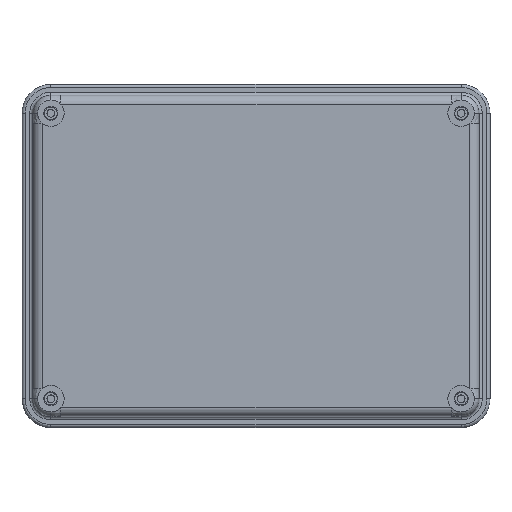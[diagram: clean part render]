
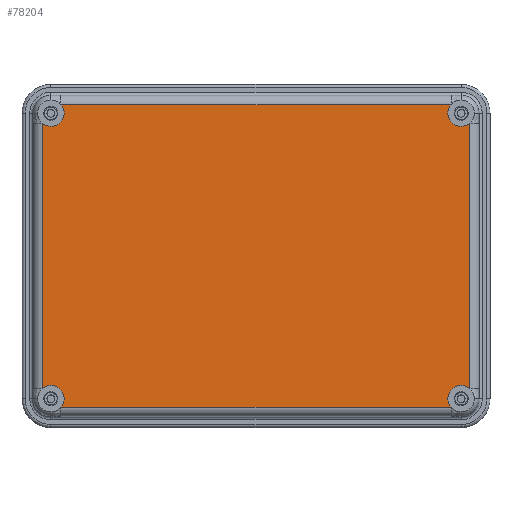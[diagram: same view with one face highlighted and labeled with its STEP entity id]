
A CAD part, top view. The second image highlights one B-rep face of the part: STEP entity #78204.
In plain terms, the highlighted planar face has unit normal (0, 0, 1).
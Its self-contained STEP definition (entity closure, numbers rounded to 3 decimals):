
#654 = EDGE_CURVE ( 'NONE', #54363, #50631, #46267, .T. ) ;
#1139 = DIRECTION ( 'NONE',  ( 0., 0., 1. ) ) ;
#2250 = CARTESIAN_POINT ( 'NONE',  ( 68.5, -45.75, 86.5 ) ) ;
#2675 = CARTESIAN_POINT ( 'NONE',  ( -65.75, -48.5, 86.5 ) ) ;
#4882 = DIRECTION ( 'NONE',  ( 0., 0., 1. ) ) ;
#7542 = CARTESIAN_POINT ( 'NONE',  ( -65.75, 45.75, 86.5 ) ) ;
#8021 = DIRECTION ( 'NONE',  ( 0., -1., 0. ) ) ;
#8100 = VERTEX_POINT ( 'NONE', #59190 ) ;
#8570 = DIRECTION ( 'NONE',  ( 0., 0., 1. ) ) ;
#8685 = EDGE_LOOP ( 'NONE', ( #34155, #33247, #76029, #10207, #53656, #9347, #12104, #18572, #74358, #9233, #17814, #11029 ) ) ;
#9006 = EDGE_CURVE ( 'NONE', #76627, #38885, #76375, .T. ) ;
#9233 = ORIENTED_EDGE ( 'NONE', *, *, #78295, .F. ) ;
#9343 = VECTOR ( 'NONE', #75056, 1000. ) ;
#9347 = ORIENTED_EDGE ( 'NONE', *, *, #49096, .F. ) ;
#10088 = AXIS2_PLACEMENT_3D ( 'NONE', #46517, #14380, #20559 ) ;
#10159 = AXIS2_PLACEMENT_3D ( 'NONE', #52347, #52612, #77476 ) ;
#10207 = ORIENTED_EDGE ( 'NONE', *, *, #9006, .F. ) ;
#10760 = DIRECTION ( 'NONE',  ( 0., 0., -1. ) ) ;
#11029 = ORIENTED_EDGE ( 'NONE', *, *, #76348, .F. ) ;
#11279 = CIRCLE ( 'NONE', #17885, 4.25 ) ;
#11820 = EDGE_CURVE ( 'NONE', #55917, #77510, #26498, .T. ) ;
#12104 = ORIENTED_EDGE ( 'NONE', *, *, #11820, .F. ) ;
#12965 = CARTESIAN_POINT ( 'NONE',  ( -62.51, 48.5, 86.5 ) ) ;
#13005 = CIRCLE ( 'NONE', #63778, 4.25 ) ;
#14380 = DIRECTION ( 'NONE',  ( 0., 0., 1. ) ) ;
#15441 = CIRCLE ( 'NONE', #10159, 4.25 ) ;
#16799 = VERTEX_POINT ( 'NONE', #39129 ) ;
#17804 = CARTESIAN_POINT ( 'NONE',  ( 65.75, -41.5, 86.5 ) ) ;
#17814 = ORIENTED_EDGE ( 'NONE', *, *, #22193, .F. ) ;
#17885 = AXIS2_PLACEMENT_3D ( 'NONE', #68399, #24297, #69508 ) ;
#18572 = ORIENTED_EDGE ( 'NONE', *, *, #50473, .F. ) ;
#19534 = CIRCLE ( 'NONE', #76958, 4.25 ) ;
#20559 = DIRECTION ( 'NONE',  ( 0., -1., 0. ) ) ;
#22193 = EDGE_CURVE ( 'NONE', #66955, #36965, #73919, .T. ) ;
#24297 = DIRECTION ( 'NONE',  ( 0., 0., 1. ) ) ;
#25534 = CARTESIAN_POINT ( 'NONE',  ( -62.51, -48.5, 86.5 ) ) ;
#26298 = VERTEX_POINT ( 'NONE', #17804 ) ;
#26498 = LINE ( 'NONE', #2250, #77430 ) ;
#27462 = DIRECTION ( 'NONE',  ( 0., -1., 0. ) ) ;
#28450 = CARTESIAN_POINT ( 'NONE',  ( -65.75, -41.5, 86.5 ) ) ;
#30145 = DIRECTION ( 'NONE',  ( 0., -1., 0. ) ) ;
#30431 = CARTESIAN_POINT ( 'NONE',  ( -65.75, -45.75, 86.5 ) ) ;
#30509 = CARTESIAN_POINT ( 'NONE',  ( 62.51, -48.5, 86.5 ) ) ;
#30765 = EDGE_CURVE ( 'NONE', #8100, #16799, #68352, .T. ) ;
#31525 = DIRECTION ( 'NONE',  ( 1., 0., 0. ) ) ;
#33030 = DIRECTION ( 'NONE',  ( 0., -1., 0. ) ) ;
#33247 = ORIENTED_EDGE ( 'NONE', *, *, #82765, .F. ) ;
#33305 = VECTOR ( 'NONE', #36096, 1000. ) ;
#34100 = CARTESIAN_POINT ( 'NONE',  ( -68.5, -42.51, 86.5 ) ) ;
#34155 = ORIENTED_EDGE ( 'NONE', *, *, #654, .F. ) ;
#35847 = LINE ( 'NONE', #37636, #80734 ) ;
#36096 = DIRECTION ( 'NONE',  ( 0., 1., 0. ) ) ;
#36965 = VERTEX_POINT ( 'NONE', #12965 ) ;
#37636 = CARTESIAN_POINT ( 'NONE',  ( -65.75, 48.5, 86.5 ) ) ;
#38885 = VERTEX_POINT ( 'NONE', #25534 ) ;
#39129 = CARTESIAN_POINT ( 'NONE',  ( 65.75, 41.5, 86.5 ) ) ;
#40461 = EDGE_CURVE ( 'NONE', #26298, #76627, #11279, .T. ) ;
#41304 = CARTESIAN_POINT ( 'NONE',  ( -65.75, 45.75, 86.5 ) ) ;
#42093 = AXIS2_PLACEMENT_3D ( 'NONE', #41304, #8570, #8021 ) ;
#42672 = CARTESIAN_POINT ( 'NONE',  ( -65.75, -45.75, 86.5 ) ) ;
#43891 = AXIS2_PLACEMENT_3D ( 'NONE', #30431, #73956, #30145 ) ;
#46267 = LINE ( 'NONE', #54804, #33305 ) ;
#46517 = CARTESIAN_POINT ( 'NONE',  ( 65.75, 45.75, 86.5 ) ) ;
#48908 = CARTESIAN_POINT ( 'NONE',  ( 68.5, -42.51, 86.5 ) ) ;
#49096 = EDGE_CURVE ( 'NONE', #77510, #26298, #15441, .T. ) ;
#50473 = EDGE_CURVE ( 'NONE', #16799, #55917, #59742, .T. ) ;
#50631 = VERTEX_POINT ( 'NONE', #59408 ) ;
#50743 = CARTESIAN_POINT ( 'NONE',  ( 68.5, 42.51, 86.5 ) ) ;
#50758 = CARTESIAN_POINT ( 'NONE',  ( 65.75, 45.75, 86.5 ) ) ;
#50813 = FACE_OUTER_BOUND ( 'NONE', #8685, .T. ) ;
#52347 = CARTESIAN_POINT ( 'NONE',  ( 65.75, -45.75, 86.5 ) ) ;
#52612 = DIRECTION ( 'NONE',  ( 0., 0., 1. ) ) ;
#53231 = EDGE_CURVE ( 'NONE', #38885, #77044, #69838, .T. ) ;
#53656 = ORIENTED_EDGE ( 'NONE', *, *, #40461, .F. ) ;
#54363 = VERTEX_POINT ( 'NONE', #34100 ) ;
#54804 = CARTESIAN_POINT ( 'NONE',  ( -68.5, -45.75, 86.5 ) ) ;
#55503 = DIRECTION ( 'NONE',  ( 0., 1., 0. ) ) ;
#55917 = VERTEX_POINT ( 'NONE', #50743 ) ;
#57459 = AXIS2_PLACEMENT_3D ( 'NONE', #50758, #76422, #57778 ) ;
#57778 = DIRECTION ( 'NONE',  ( 0., -1., 0. ) ) ;
#59190 = CARTESIAN_POINT ( 'NONE',  ( 62.51, 48.5, 86.5 ) ) ;
#59408 = CARTESIAN_POINT ( 'NONE',  ( -68.5, 42.51, 86.5 ) ) ;
#59742 = CIRCLE ( 'NONE', #57459, 4.25 ) ;
#61671 = AXIS2_PLACEMENT_3D ( 'NONE', #42672, #10760, #55503 ) ;
#63042 = CARTESIAN_POINT ( 'NONE',  ( -65.75, -45.75, 86.5 ) ) ;
#63778 = AXIS2_PLACEMENT_3D ( 'NONE', #63042, #4882, #69159 ) ;
#66955 = VERTEX_POINT ( 'NONE', #79149 ) ;
#68352 = CIRCLE ( 'NONE', #10088, 4.25 ) ;
#68399 = CARTESIAN_POINT ( 'NONE',  ( 65.75, -45.75, 86.5 ) ) ;
#69159 = DIRECTION ( 'NONE',  ( 0., -1., 0. ) ) ;
#69508 = DIRECTION ( 'NONE',  ( 0., -1., 0. ) ) ;
#69838 = CIRCLE ( 'NONE', #43891, 4.25 ) ;
#73919 = CIRCLE ( 'NONE', #42093, 4.25 ) ;
#73956 = DIRECTION ( 'NONE',  ( 0., 0., 1. ) ) ;
#74358 = ORIENTED_EDGE ( 'NONE', *, *, #30765, .F. ) ;
#75056 = DIRECTION ( 'NONE',  ( -1., 0., 0. ) ) ;
#76029 = ORIENTED_EDGE ( 'NONE', *, *, #53231, .F. ) ;
#76348 = EDGE_CURVE ( 'NONE', #50631, #66955, #19534, .T. ) ;
#76375 = LINE ( 'NONE', #2675, #9343 ) ;
#76422 = DIRECTION ( 'NONE',  ( 0., 0., 1. ) ) ;
#76627 = VERTEX_POINT ( 'NONE', #30509 ) ;
#76958 = AXIS2_PLACEMENT_3D ( 'NONE', #7542, #1139, #33030 ) ;
#77044 = VERTEX_POINT ( 'NONE', #28450 ) ;
#77430 = VECTOR ( 'NONE', #27462, 1000. ) ;
#77476 = DIRECTION ( 'NONE',  ( 0., -1., 0. ) ) ;
#77510 = VERTEX_POINT ( 'NONE', #48908 ) ;
#78204 = ADVANCED_FACE ( 'NONE', ( #50813 ), #80852, .F. ) ;
#78295 = EDGE_CURVE ( 'NONE', #36965, #8100, #35847, .T. ) ;
#79149 = CARTESIAN_POINT ( 'NONE',  ( -65.75, 41.5, 86.5 ) ) ;
#80734 = VECTOR ( 'NONE', #31525, 1000. ) ;
#80852 = PLANE ( 'NONE',  #61671 ) ;
#82765 = EDGE_CURVE ( 'NONE', #77044, #54363, #13005, .T. ) ;
